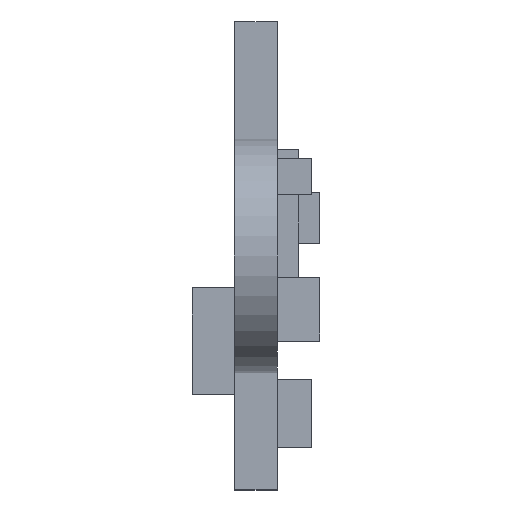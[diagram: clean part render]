
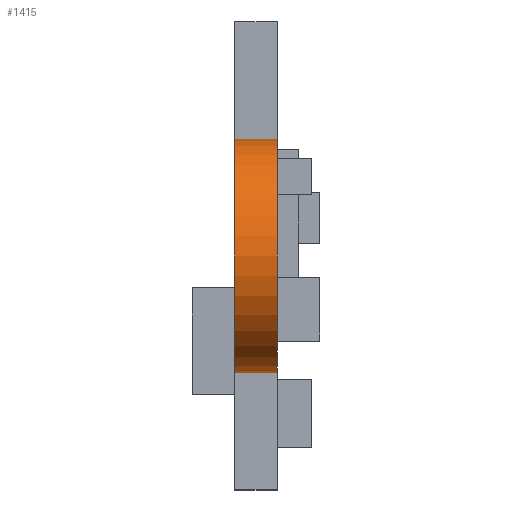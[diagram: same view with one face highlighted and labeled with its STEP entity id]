
A CAD part, left-side view. The second image highlights one B-rep face of the part: STEP entity #1415.
In plain terms, the highlighted cylindrical face has radius 2.75 mm (diameter 5.5 mm), a partial arc.
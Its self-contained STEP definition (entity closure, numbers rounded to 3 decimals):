
#78 = VERTEX_POINT ( 'NONE', #1831 ) ;
#85 = VERTEX_POINT ( 'NONE', #1857 ) ;
#206 = DIRECTION ( 'NONE',  ( 0., 0., -1. ) ) ;
#235 = LINE ( 'NONE', #1588, #2610 ) ;
#495 = DIRECTION ( 'NONE',  ( 0., 0., 1. ) ) ;
#599 = AXIS2_PLACEMENT_3D ( 'NONE', #2819, #978, #3353 ) ;
#633 = ORIENTED_EDGE ( 'NONE', *, *, #1561, .T. ) ;
#769 = DIRECTION ( 'NONE',  ( 0., 1., 0. ) ) ;
#838 = VERTEX_POINT ( 'NONE', #1847 ) ;
#978 = DIRECTION ( 'NONE',  ( 0., 1., 0. ) ) ;
#1406 = CARTESIAN_POINT ( 'NONE',  ( -9.75, 1., 0. ) ) ;
#1415 = ADVANCED_FACE ( 'NONE', ( #3192 ), #3716, .T. ) ;
#1561 = EDGE_CURVE ( 'NONE', #78, #838, #3238, .T. ) ;
#1588 = CARTESIAN_POINT ( 'NONE',  ( -9.75, 1., -2.75 ) ) ;
#1831 = CARTESIAN_POINT ( 'NONE',  ( -9.75, 0., -2.75 ) ) ;
#1847 = CARTESIAN_POINT ( 'NONE',  ( -9.75, 0., 2.75 ) ) ;
#1857 = CARTESIAN_POINT ( 'NONE',  ( -9.75, 1., -2.75 ) ) ;
#2018 = ORIENTED_EDGE ( 'NONE', *, *, #2480, .F. ) ;
#2080 = AXIS2_PLACEMENT_3D ( 'NONE', #1406, #769, #495 ) ;
#2237 = LINE ( 'NONE', #3130, #3308 ) ;
#2271 = CARTESIAN_POINT ( 'NONE',  ( -9.75, 1., 2.75 ) ) ;
#2316 = EDGE_LOOP ( 'NONE', ( #633, #3725, #2018, #2948 ) ) ;
#2322 = AXIS2_PLACEMENT_3D ( 'NONE', #3269, #3550, #206 ) ;
#2480 = EDGE_CURVE ( 'NONE', #85, #2950, #2711, .T. ) ;
#2610 = VECTOR ( 'NONE', #3193, 1000. ) ;
#2711 = CIRCLE ( 'NONE', #2080, 2.75 ) ;
#2819 = CARTESIAN_POINT ( 'NONE',  ( -9.75, 0., 0. ) ) ;
#2948 = ORIENTED_EDGE ( 'NONE', *, *, #3644, .T. ) ;
#2950 = VERTEX_POINT ( 'NONE', #2271 ) ;
#3130 = CARTESIAN_POINT ( 'NONE',  ( -9.75, 1., 2.75 ) ) ;
#3192 = FACE_OUTER_BOUND ( 'NONE', #2316, .T. ) ;
#3193 = DIRECTION ( 'NONE',  ( 0., -1., 0. ) ) ;
#3238 = CIRCLE ( 'NONE', #599, 2.75 ) ;
#3269 = CARTESIAN_POINT ( 'NONE',  ( -9.75, 1., 0. ) ) ;
#3308 = VECTOR ( 'NONE', #3393, 1000. ) ;
#3353 = DIRECTION ( 'NONE',  ( 0., 0., 1. ) ) ;
#3393 = DIRECTION ( 'NONE',  ( 0., -1., 0. ) ) ;
#3550 = DIRECTION ( 'NONE',  ( 0., -1., 0. ) ) ;
#3644 = EDGE_CURVE ( 'NONE', #85, #78, #235, .T. ) ;
#3707 = EDGE_CURVE ( 'NONE', #2950, #838, #2237, .T. ) ;
#3716 = CYLINDRICAL_SURFACE ( 'NONE', #2322, 2.75 ) ;
#3725 = ORIENTED_EDGE ( 'NONE', *, *, #3707, .F. ) ;
